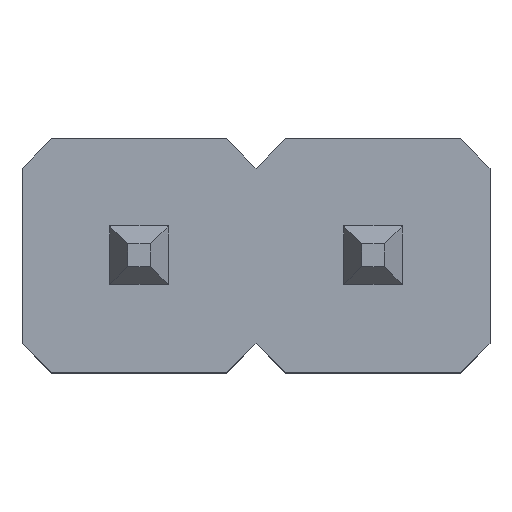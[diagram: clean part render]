
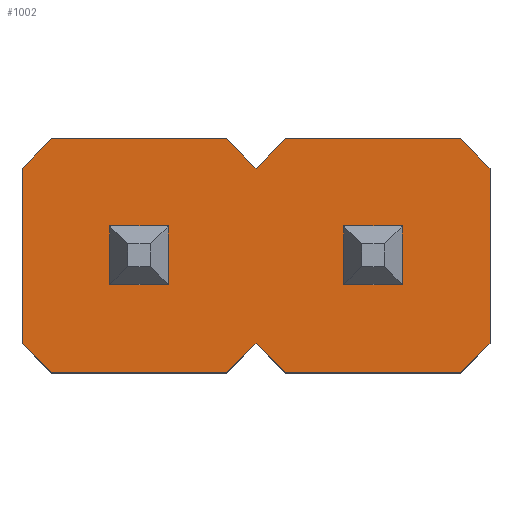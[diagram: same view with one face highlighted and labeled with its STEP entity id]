
A CAD part, top view. The second image highlights one B-rep face of the part: STEP entity #1002.
In plain terms, the highlighted planar face has unit normal (0, 0, 1).
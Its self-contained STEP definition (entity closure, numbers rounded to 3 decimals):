
#15=FACE_BOUND($,#113,.T.);
#16=FACE_BOUND($,#114,.T.);
#52=FACE_OUTER_BOUND($,#112,.T.);
#112=EDGE_LOOP($,(#750,#751,#752,#753,#754,#755,#756,#757,#758,#759,#760,
#761,#762,#763));
#113=EDGE_LOOP($,(#764,#765,#766,#767));
#114=EDGE_LOOP($,(#768,#769,#770,#771));
#204=LINE($,#1479,#340);
#205=LINE($,#1481,#341);
#206=LINE($,#1483,#342);
#207=LINE($,#1485,#343);
#208=LINE($,#1487,#344);
#209=LINE($,#1489,#345);
#210=LINE($,#1491,#346);
#211=LINE($,#1493,#347);
#212=LINE($,#1495,#348);
#213=LINE($,#1497,#349);
#214=LINE($,#1499,#350);
#215=LINE($,#1501,#351);
#216=LINE($,#1503,#352);
#217=LINE($,#1504,#353);
#218=LINE($,#1507,#354);
#219=LINE($,#1509,#355);
#220=LINE($,#1511,#356);
#221=LINE($,#1512,#357);
#222=LINE($,#1515,#358);
#223=LINE($,#1517,#359);
#224=LINE($,#1519,#360);
#225=LINE($,#1520,#361);
#340=VECTOR($,#1217,0.354);
#341=VECTOR($,#1218,1.5);
#342=VECTOR($,#1219,0.354);
#343=VECTOR($,#1220,1.5);
#344=VECTOR($,#1221,0.354);
#345=VECTOR($,#1222,1.5);
#346=VECTOR($,#1223,0.354);
#347=VECTOR($,#1224,0.354);
#348=VECTOR($,#1225,1.5);
#349=VECTOR($,#1226,0.354);
#350=VECTOR($,#1227,1.5);
#351=VECTOR($,#1228,0.354);
#352=VECTOR($,#1229,1.5);
#353=VECTOR($,#1230,0.354);
#354=VECTOR($,#1231,0.43);
#355=VECTOR($,#1232,0.43);
#356=VECTOR($,#1233,0.43);
#357=VECTOR($,#1234,0.43);
#358=VECTOR($,#1235,0.43);
#359=VECTOR($,#1236,0.43);
#360=VECTOR($,#1237,0.43);
#361=VECTOR($,#1238,0.43);
#452=VERTEX_POINT($,#1477);
#453=VERTEX_POINT($,#1478);
#454=VERTEX_POINT($,#1480);
#455=VERTEX_POINT($,#1482);
#456=VERTEX_POINT($,#1484);
#457=VERTEX_POINT($,#1486);
#458=VERTEX_POINT($,#1488);
#459=VERTEX_POINT($,#1490);
#460=VERTEX_POINT($,#1492);
#461=VERTEX_POINT($,#1494);
#462=VERTEX_POINT($,#1496);
#463=VERTEX_POINT($,#1498);
#464=VERTEX_POINT($,#1500);
#465=VERTEX_POINT($,#1502);
#466=VERTEX_POINT($,#1505);
#467=VERTEX_POINT($,#1506);
#468=VERTEX_POINT($,#1508);
#469=VERTEX_POINT($,#1510);
#470=VERTEX_POINT($,#1513);
#471=VERTEX_POINT($,#1514);
#472=VERTEX_POINT($,#1516);
#473=VERTEX_POINT($,#1518);
#558=EDGE_CURVE($,#452,#453,#204,.T.);
#559=EDGE_CURVE($,#454,#453,#205,.T.);
#560=EDGE_CURVE($,#454,#455,#206,.T.);
#561=EDGE_CURVE($,#456,#455,#207,.T.);
#562=EDGE_CURVE($,#456,#457,#208,.T.);
#563=EDGE_CURVE($,#458,#457,#209,.T.);
#564=EDGE_CURVE($,#458,#459,#210,.T.);
#565=EDGE_CURVE($,#459,#460,#211,.T.);
#566=EDGE_CURVE($,#461,#460,#212,.T.);
#567=EDGE_CURVE($,#461,#462,#213,.T.);
#568=EDGE_CURVE($,#463,#462,#214,.T.);
#569=EDGE_CURVE($,#463,#464,#215,.T.);
#570=EDGE_CURVE($,#465,#464,#216,.T.);
#571=EDGE_CURVE($,#465,#452,#217,.T.);
#572=EDGE_CURVE($,#466,#467,#218,.T.);
#573=EDGE_CURVE($,#468,#466,#219,.T.);
#574=EDGE_CURVE($,#469,#468,#220,.T.);
#575=EDGE_CURVE($,#467,#469,#221,.T.);
#576=EDGE_CURVE($,#470,#471,#222,.T.);
#577=EDGE_CURVE($,#472,#470,#223,.T.);
#578=EDGE_CURVE($,#473,#472,#224,.T.);
#579=EDGE_CURVE($,#471,#473,#225,.T.);
#750=ORIENTED_EDGE($,*,*,#558,.T.);
#751=ORIENTED_EDGE($,*,*,#559,.F.);
#752=ORIENTED_EDGE($,*,*,#560,.T.);
#753=ORIENTED_EDGE($,*,*,#561,.F.);
#754=ORIENTED_EDGE($,*,*,#562,.T.);
#755=ORIENTED_EDGE($,*,*,#563,.F.);
#756=ORIENTED_EDGE($,*,*,#564,.T.);
#757=ORIENTED_EDGE($,*,*,#565,.T.);
#758=ORIENTED_EDGE($,*,*,#566,.F.);
#759=ORIENTED_EDGE($,*,*,#567,.T.);
#760=ORIENTED_EDGE($,*,*,#568,.F.);
#761=ORIENTED_EDGE($,*,*,#569,.T.);
#762=ORIENTED_EDGE($,*,*,#570,.F.);
#763=ORIENTED_EDGE($,*,*,#571,.T.);
#764=ORIENTED_EDGE($,*,*,#572,.F.);
#765=ORIENTED_EDGE($,*,*,#573,.F.);
#766=ORIENTED_EDGE($,*,*,#574,.F.);
#767=ORIENTED_EDGE($,*,*,#575,.F.);
#768=ORIENTED_EDGE($,*,*,#576,.F.);
#769=ORIENTED_EDGE($,*,*,#577,.F.);
#770=ORIENTED_EDGE($,*,*,#578,.F.);
#771=ORIENTED_EDGE($,*,*,#579,.F.);
#942=PLANE($,#1069);
#1002=ADVANCED_FACE($,(#52,#15,#16),#942,.F.);
#1069=AXIS2_PLACEMENT_3D($,#1476,#1215,#1216);
#1215=DIRECTION('center_axis',(0.,0.,
-1.));
#1216=DIRECTION('ref_axis',(-1.,0.,0.));
#1217=DIRECTION($,(-0.707,0.707,0.));
#1218=DIRECTION($,(1.,0.,0.));
#1219=DIRECTION($,(-0.707,-0.707,0.));
#1220=DIRECTION($,(0.,1.,0.));
#1221=DIRECTION($,(0.707,-0.707,0.));
#1222=DIRECTION($,(-1.,0.,0.));
#1223=DIRECTION($,(0.707,0.707,0.));
#1224=DIRECTION($,(0.707,-0.707,0.));
#1225=DIRECTION($,(-1.,0.,0.));
#1226=DIRECTION($,(0.707,0.707,0.));
#1227=DIRECTION($,(0.,-1.,0.));
#1228=DIRECTION($,(-0.707,0.707,0.));
#1229=DIRECTION($,(1.,0.,0.));
#1230=DIRECTION($,(-0.707,-0.707,0.));
#1231=DIRECTION($,(1.,0.,0.));
#1232=DIRECTION($,(0.,-1.,0.));
#1233=DIRECTION($,(-1.,0.,0.));
#1234=DIRECTION($,(0.,1.,0.));
#1235=DIRECTION($,(1.,0.,0.));
#1236=DIRECTION($,(0.,-1.,0.));
#1237=DIRECTION($,(-1.,0.,0.));
#1238=DIRECTION($,(0.,1.,0.));
#1476=CARTESIAN_POINT('Origin',(-2.,0.,1.5));
#1477=CARTESIAN_POINT('',(1.,0.75,1.5));
#1478=CARTESIAN_POINT('',(0.75,1.,1.5));
#1479=CARTESIAN_POINT($,(1.,0.75,1.5));
#1480=CARTESIAN_POINT('',(-0.75,1.,1.5));
#1481=CARTESIAN_POINT($,(-0.75,1.,1.5));
#1482=CARTESIAN_POINT('',(-1.,0.75,1.5));
#1483=CARTESIAN_POINT($,(-0.75,1.,1.5));
#1484=CARTESIAN_POINT('',(-1.,-0.75,1.5));
#1485=CARTESIAN_POINT($,(-1.,-0.75,1.5));
#1486=CARTESIAN_POINT('',(-0.75,-1.,1.5));
#1487=CARTESIAN_POINT($,(-1.,-0.75,1.5));
#1488=CARTESIAN_POINT('',(0.75,-1.,1.5));
#1489=CARTESIAN_POINT($,(0.75,-1.,1.5));
#1490=CARTESIAN_POINT('',(1.,-0.75,1.5));
#1491=CARTESIAN_POINT($,(0.75,-1.,1.5));
#1492=CARTESIAN_POINT('',(1.25,-1.,1.5));
#1493=CARTESIAN_POINT($,(1.,-0.75,1.5));
#1494=CARTESIAN_POINT('',(2.75,-1.,1.5));
#1495=CARTESIAN_POINT($,(2.75,-1.,1.5));
#1496=CARTESIAN_POINT('',(3.,-0.75,1.5));
#1497=CARTESIAN_POINT($,(2.75,-1.,1.5));
#1498=CARTESIAN_POINT('',(3.,0.75,1.5));
#1499=CARTESIAN_POINT($,(3.,0.75,1.5));
#1500=CARTESIAN_POINT('',(2.75,1.,1.5));
#1501=CARTESIAN_POINT($,(3.,0.75,1.5));
#1502=CARTESIAN_POINT('',(1.25,1.,1.5));
#1503=CARTESIAN_POINT($,(1.25,1.,1.5));
#1504=CARTESIAN_POINT($,(1.25,1.,1.5));
#1505=CARTESIAN_POINT('',(-0.215,-0.215,1.5));
#1506=CARTESIAN_POINT('',(0.215,-0.215,1.5));
#1507=CARTESIAN_POINT($,(-0.215,-0.215,1.5));
#1508=CARTESIAN_POINT('',(-0.215,0.215,1.5));
#1509=CARTESIAN_POINT($,(-0.215,0.215,1.5));
#1510=CARTESIAN_POINT('',(0.215,0.215,1.5));
#1511=CARTESIAN_POINT($,(0.215,0.215,1.5));
#1512=CARTESIAN_POINT($,(0.215,-0.215,1.5));
#1513=CARTESIAN_POINT('',(1.785,-0.215,1.5));
#1514=CARTESIAN_POINT('',(2.215,-0.215,1.5));
#1515=CARTESIAN_POINT($,(1.785,-0.215,1.5));
#1516=CARTESIAN_POINT('',(1.785,0.215,1.5));
#1517=CARTESIAN_POINT($,(1.785,0.215,1.5));
#1518=CARTESIAN_POINT('',(2.215,0.215,1.5));
#1519=CARTESIAN_POINT($,(2.215,0.215,1.5));
#1520=CARTESIAN_POINT($,(2.215,-0.215,1.5));
